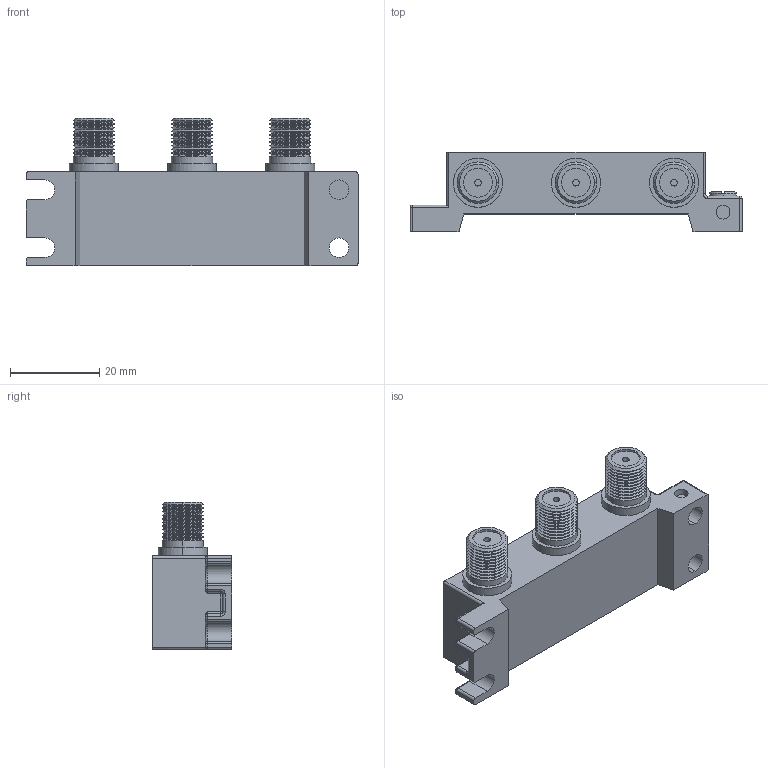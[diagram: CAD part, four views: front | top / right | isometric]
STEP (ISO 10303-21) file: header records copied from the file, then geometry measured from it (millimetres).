
FILE_DESCRIPTION (( 'STEP AP203' ), '1' );
FILE_NAME ('FMDP1003_3D.STEP', '2022-11-03T16:08:38', ( '' ), ( '' ), 'SwSTEP 2.0', 'SolidWorks 2022', '' );
FILE_SCHEMA (( 'CONFIG_CONTROL_DESIGN' ));
Length unit declared in the file: millimetre
Products named in the file (1): FMDP1003_3D
Bounding box: 74.5 x 17.9 x 33 mm (x, y, z)
Volume: 20861.5 mm3; surface area: 7836 mm2
Topology: 1 solids, 1 shells, 950 faces, 2271 edges, 1378 vertices
Faces by surface type: plane 366, bspline 170, cylinder 138, torus 134, cone 126, sphere 16
Entity records: 37780 total; most frequent: CARTESIAN_POINT 16598, ORIENTED_EDGE 4510, DIRECTION 4071, EDGE_CURVE 2255, AXIS2_PLACEMENT_3D 1383, VERTEX_POINT 1378, LINE 1305, VECTOR 1305
